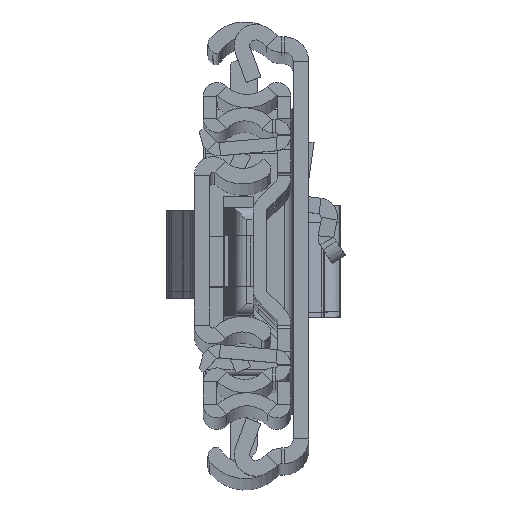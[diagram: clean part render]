
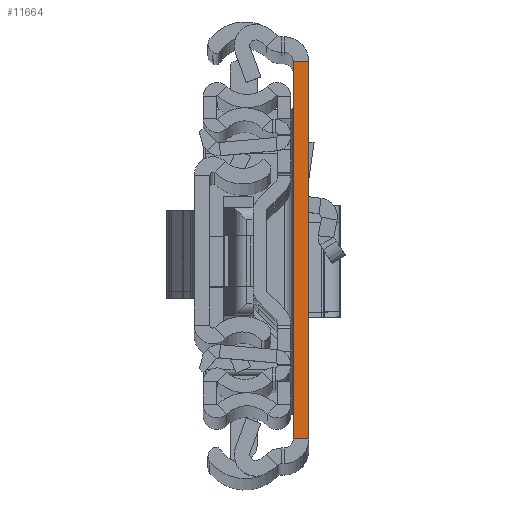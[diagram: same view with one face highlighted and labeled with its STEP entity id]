
A CAD part, top view. The second image highlights one B-rep face of the part: STEP entity #11664.
In plain terms, the highlighted planar face has unit normal (0, 0, 1).
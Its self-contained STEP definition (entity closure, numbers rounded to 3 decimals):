
#19 = ORIENTED_EDGE ( 'NONE', *, *, #9034, .T. ) ;
#154 = VECTOR ( 'NONE', #7512, 1000. ) ;
#240 = ORIENTED_EDGE ( 'NONE', *, *, #10992, .T. ) ;
#353 = DIRECTION ( 'NONE',  ( 0., 1., 0. ) ) ;
#448 = LINE ( 'NONE', #17089, #12342 ) ;
#1248 = CARTESIAN_POINT ( 'NONE',  ( 0., 31.5, 0. ) ) ;
#1670 = AXIS2_PLACEMENT_3D ( 'NONE', #7285, #11919, #13091 ) ;
#2052 = CARTESIAN_POINT ( 'NONE',  ( 2.6, -31.5, 0. ) ) ;
#3530 = LINE ( 'NONE', #2052, #9066 ) ;
#3655 = VERTEX_POINT ( 'NONE', #7976 ) ;
#5325 = VERTEX_POINT ( 'NONE', #14353 ) ;
#6336 = CARTESIAN_POINT ( 'NONE',  ( 2.6, -31.5, 0. ) ) ;
#6683 = EDGE_CURVE ( 'NONE', #5325, #18035, #7221, .T. ) ;
#7221 = LINE ( 'NONE', #13216, #154 ) ;
#7285 = CARTESIAN_POINT ( 'NONE',  ( 2.6, -31.5, 0. ) ) ;
#7512 = DIRECTION ( 'NONE',  ( 0., 1., 0. ) ) ;
#7976 = CARTESIAN_POINT ( 'NONE',  ( 2.6, 31.5, 0. ) ) ;
#8705 = LINE ( 'NONE', #16586, #9274 ) ;
#9034 = EDGE_CURVE ( 'NONE', #5325, #14954, #3530, .T. ) ;
#9066 = VECTOR ( 'NONE', #12862, 1000. ) ;
#9274 = VECTOR ( 'NONE', #17663, 1000. ) ;
#10992 = EDGE_CURVE ( 'NONE', #14954, #3655, #448, .T. ) ;
#11664 = ADVANCED_FACE ( 'NONE', ( #13281 ), #14565, .F. ) ;
#11919 = DIRECTION ( 'NONE',  ( 0., 0., -1. ) ) ;
#12342 = VECTOR ( 'NONE', #353, 1000. ) ;
#12862 = DIRECTION ( 'NONE',  ( 1., 0., 0. ) ) ;
#13091 = DIRECTION ( 'NONE',  ( 0., 1., 0. ) ) ;
#13216 = CARTESIAN_POINT ( 'NONE',  ( 0., -31.5, 0. ) ) ;
#13281 = FACE_OUTER_BOUND ( 'NONE', #16230, .T. ) ;
#13500 = EDGE_CURVE ( 'NONE', #18035, #3655, #8705, .T. ) ;
#14353 = CARTESIAN_POINT ( 'NONE',  ( 0., -31.5, 0. ) ) ;
#14565 = PLANE ( 'NONE',  #1670 ) ;
#14954 = VERTEX_POINT ( 'NONE', #6336 ) ;
#15667 = ORIENTED_EDGE ( 'NONE', *, *, #13500, .F. ) ;
#16230 = EDGE_LOOP ( 'NONE', ( #15667, #16417, #19, #240 ) ) ;
#16417 = ORIENTED_EDGE ( 'NONE', *, *, #6683, .F. ) ;
#16586 = CARTESIAN_POINT ( 'NONE',  ( 2.6, 31.5, 0. ) ) ;
#17089 = CARTESIAN_POINT ( 'NONE',  ( 2.6, -31.5, 0. ) ) ;
#17663 = DIRECTION ( 'NONE',  ( 1., 0., 0. ) ) ;
#18035 = VERTEX_POINT ( 'NONE', #1248 ) ;
